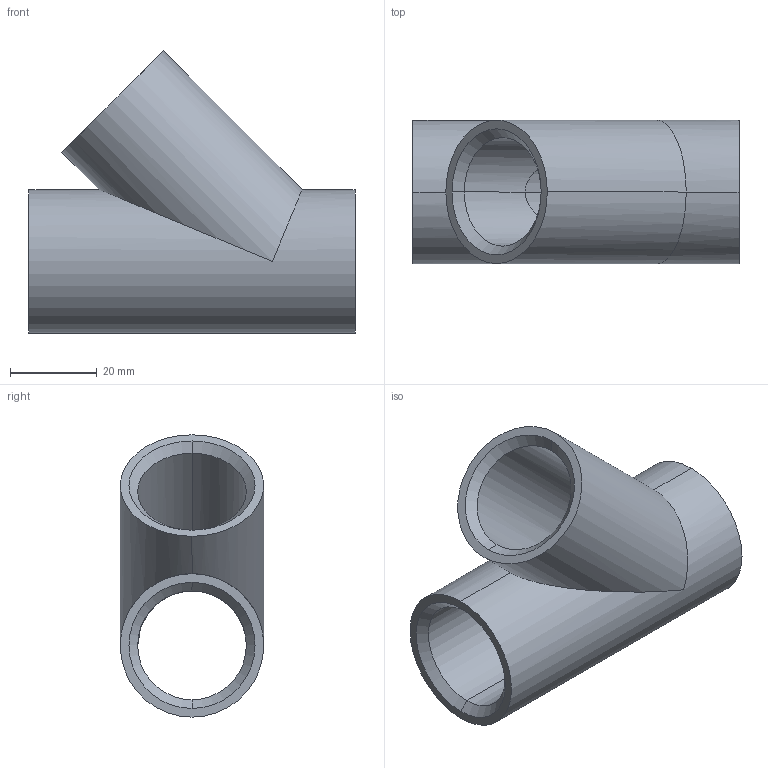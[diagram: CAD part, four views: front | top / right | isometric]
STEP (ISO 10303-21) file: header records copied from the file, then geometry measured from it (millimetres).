
FILE_DESCRIPTION(('STEP AP214'),'1');
FILE_NAME('cctmp_A3D6A0E8-A383-4CC9-A94E-2F0387408BEA_2022_03_09_13_52_22_0560..stp','2022-03-09T12:52:22',('Praher Valves GmbH'),('CADClick - www.CADClick.com'),'Spatial InterOp 3D',' ','unknown authorization');
FILE_SCHEMA(('AUTOMOTIVE_DESIGN'));
Length unit declared in the file: millimetre
Products named in the file (1): 70714
Bounding box: 75 x 33 x 64.94 mm (x, y, z)
Volume: 36210.4 mm3; surface area: 19125.9 mm2
Topology: 1 solids, 1 shells, 17 faces, 42 edges, 26 vertices
Faces by surface type: cylinder 8, cone 6, plane 3
Entity records: 682 total; most frequent: DIRECTION 104, CARTESIAN_POINT 86, ORIENTED_EDGE 84, AXIS2_PLACEMENT_3D 44, EDGE_CURVE 42, VERTEX_POINT 26, EDGE_LOOP 20, STYLED_ITEM 18
